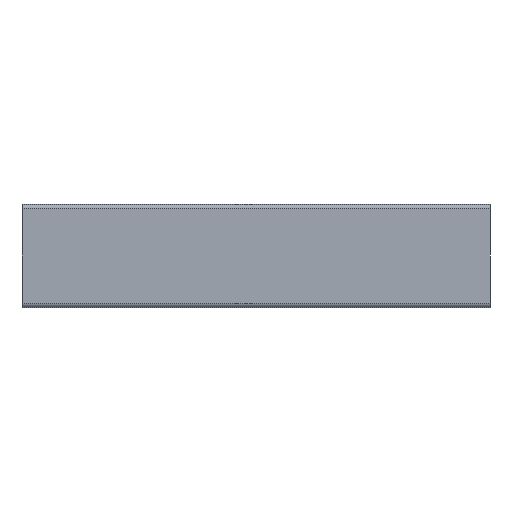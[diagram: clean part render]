
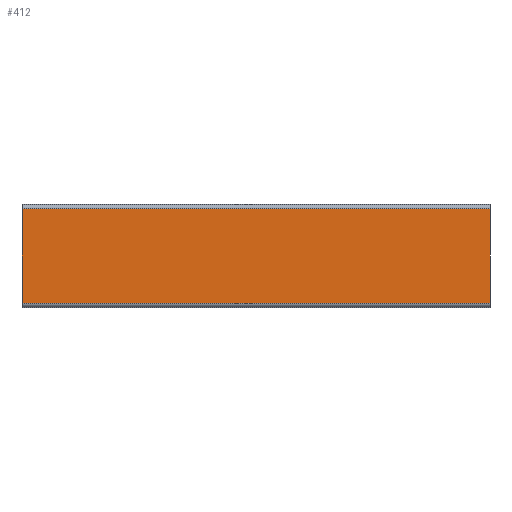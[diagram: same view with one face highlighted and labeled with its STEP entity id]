
A CAD part, left-side view. The second image highlights one B-rep face of the part: STEP entity #412.
In plain terms, the highlighted planar face has unit normal (-1, 0, 0).
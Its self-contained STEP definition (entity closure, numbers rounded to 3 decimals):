
#38 = CARTESIAN_POINT ( 'NONE',  ( 0., 0., -11.5 ) ) ;
#43 = DIRECTION ( 'NONE',  ( 0., -1., 0. ) ) ;
#44 = VECTOR ( 'NONE', #43, 1000. ) ;
#45 = CARTESIAN_POINT ( 'NONE',  ( 0., 113.5, -11.5 ) ) ;
#46 = LINE ( 'NONE', #45, #44 ) ;
#52 = DIRECTION ( 'NONE',  ( 0., 0., 1. ) ) ;
#53 = VECTOR ( 'NONE', #52, 1000. ) ;
#54 = CARTESIAN_POINT ( 'NONE',  ( 0., 0., -11.5 ) ) ;
#55 = LINE ( 'NONE', #54, #53 ) ;
#56 = DIRECTION ( 'NONE',  ( 0., -1., 0. ) ) ;
#57 = VECTOR ( 'NONE', #56, 1000. ) ;
#58 = CARTESIAN_POINT ( 'NONE',  ( 0., 113.5, 11.5 ) ) ;
#59 = LINE ( 'NONE', #58, #57 ) ;
#71 = CARTESIAN_POINT ( 'NONE',  ( 0., 113.5, 11.5 ) ) ;
#72 = DIRECTION ( 'NONE',  ( 0., 0., -1. ) ) ;
#73 = DIRECTION ( 'NONE',  ( 1., 0., 0. ) ) ;
#99 = DIRECTION ( 'NONE',  ( 0., 0., 1. ) ) ;
#100 = VECTOR ( 'NONE', #99, 1000. ) ;
#101 = LINE ( 'NONE', #111, #100 ) ;
#111 = CARTESIAN_POINT ( 'NONE',  ( 0., 113.5, -11.5 ) ) ;
#388 = EDGE_CURVE ( 'NONE', #425, #404, #59, .T. ) ;
#389 = EDGE_CURVE ( 'NONE', #405, #404, #55, .T. ) ;
#394 = ORIENTED_EDGE ( 'NONE', *, *, #397, .T. ) ;
#397 = EDGE_CURVE ( 'NONE', #407, #405, #46, .T. ) ;
#404 = VERTEX_POINT ( 'NONE', #806 ) ;
#405 = VERTEX_POINT ( 'NONE', #38 ) ;
#407 = VERTEX_POINT ( 'NONE', #792 ) ;
#412 = ADVANCED_FACE ( 'NONE', ( #799 ), #787, .F. ) ;
#413 = ORIENTED_EDGE ( 'NONE', *, *, #421, .F. ) ;
#414 = EDGE_LOOP ( 'NONE', ( #417, #422, #413, #394 ) ) ;
#417 = ORIENTED_EDGE ( 'NONE', *, *, #389, .T. ) ;
#421 = EDGE_CURVE ( 'NONE', #407, #425, #101, .T. ) ;
#422 = ORIENTED_EDGE ( 'NONE', *, *, #388, .F. ) ;
#425 = VERTEX_POINT ( 'NONE', #71 ) ;
#787 = PLANE ( 'NONE',  #793 ) ;
#789 = CARTESIAN_POINT ( 'NONE',  ( 0., 113.5, -11.5 ) ) ;
#792 = CARTESIAN_POINT ( 'NONE',  ( 0., 113.5, -11.5 ) ) ;
#793 = AXIS2_PLACEMENT_3D ( 'NONE', #789, #73, #72 ) ;
#799 = FACE_OUTER_BOUND ( 'NONE', #414, .T. ) ;
#806 = CARTESIAN_POINT ( 'NONE',  ( 0., 0., 11.5 ) ) ;
